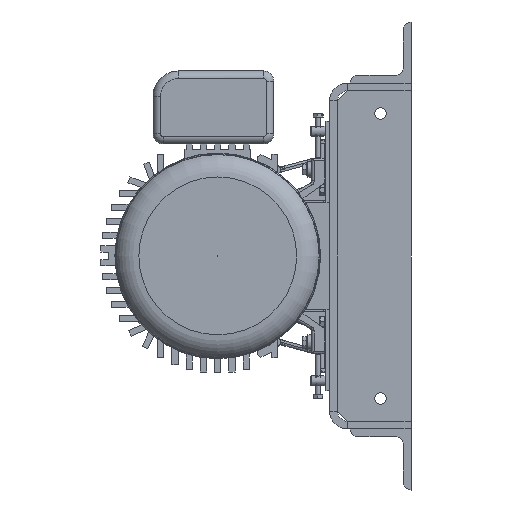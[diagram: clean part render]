
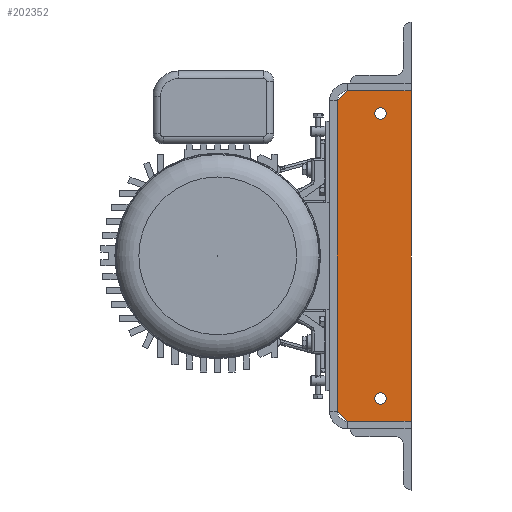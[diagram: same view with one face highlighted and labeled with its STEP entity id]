
A CAD part, left-side view. The second image highlights one B-rep face of the part: STEP entity #202352.
In plain terms, the highlighted planar face has unit normal (-1, 0, 0).
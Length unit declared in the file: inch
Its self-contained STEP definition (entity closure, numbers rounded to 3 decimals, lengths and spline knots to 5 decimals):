
#2288 = VERTEX_POINT ( 'NONE', #213689 ) ;
#8294 = CARTESIAN_POINT ( 'NONE',  ( 0., 0., -16.62 ) ) ;
#12120 = VECTOR ( 'NONE', #98330, 39.37008 ) ;
#14043 = DIRECTION ( 'NONE',  ( 0., 1., 0. ) ) ;
#18393 = CARTESIAN_POINT ( 'NONE',  ( 0., 3.62, -0.88 ) ) ;
#21392 = CARTESIAN_POINT ( 'NONE',  ( 0., 1.5, -1.78125 ) ) ;
#21447 = DIRECTION ( 'NONE',  ( 0., 0.707, -0.707 ) ) ;
#32505 = FACE_OUTER_BOUND ( 'NONE', #228418, .T. ) ;
#39998 = LINE ( 'NONE', #212916, #148551 ) ;
#42042 = DIRECTION ( 'NONE',  ( 1., 0., 0. ) ) ;
#43363 = EDGE_CURVE ( 'NONE', #2288, #115742, #252548, .T. ) ;
#44137 = CARTESIAN_POINT ( 'NONE',  ( 0., 0., -16.62 ) ) ;
#46325 = CARTESIAN_POINT ( 'NONE',  ( 0., 3.62, -16.12 ) ) ;
#48223 = CARTESIAN_POINT ( 'NONE',  ( 0., 3.62, -16.12 ) ) ;
#55745 = ORIENTED_EDGE ( 'NONE', *, *, #249026, .T. ) ;
#56911 = VECTOR ( 'NONE', #250560, 39.37008 ) ;
#63478 = ORIENTED_EDGE ( 'NONE', *, *, #214552, .T. ) ;
#64668 = DIRECTION ( 'NONE',  ( 0., 0., -1. ) ) ;
#66423 = EDGE_CURVE ( 'NONE', #77373, #77373, #79436, .T. ) ;
#68709 = AXIS2_PLACEMENT_3D ( 'NONE', #229472, #107127, #249841 ) ;
#77373 = VERTEX_POINT ( 'NONE', #21392 ) ;
#79436 = CIRCLE ( 'NONE', #68709, 0.28125 ) ;
#80380 = FACE_BOUND ( 'NONE', #161138, .T. ) ;
#82045 = EDGE_CURVE ( 'NONE', #115742, #211367, #245676, .T. ) ;
#84241 = PLANE ( 'NONE',  #120418 ) ;
#98330 = DIRECTION ( 'NONE',  ( 0., -0.707, -0.707 ) ) ;
#107127 = DIRECTION ( 'NONE',  ( 1., 0., 0. ) ) ;
#110881 = CARTESIAN_POINT ( 'NONE',  ( 0., 1.5, -15.78125 ) ) ;
#110972 = CARTESIAN_POINT ( 'NONE',  ( 0., 3.12, -0.38 ) ) ;
#111054 = LINE ( 'NONE', #46325, #56911 ) ;
#115742 = VERTEX_POINT ( 'NONE', #110972 ) ;
#115948 = AXIS2_PLACEMENT_3D ( 'NONE', #164277, #42042, #184814 ) ;
#120418 = AXIS2_PLACEMENT_3D ( 'NONE', #44137, #186917, #64668 ) ;
#130757 = VECTOR ( 'NONE', #21447, 39.37008 ) ;
#133309 = ORIENTED_EDGE ( 'NONE', *, *, #82045, .T. ) ;
#136199 = CARTESIAN_POINT ( 'NONE',  ( 0., 3.12, -0.38 ) ) ;
#143841 = EDGE_CURVE ( 'NONE', #217033, #2288, #160191, .T. ) ;
#148551 = VECTOR ( 'NONE', #171894, 39.37008 ) ;
#160191 = LINE ( 'NONE', #242069, #201726 ) ;
#161138 = EDGE_LOOP ( 'NONE', ( #224888 ) ) ;
#163473 = CARTESIAN_POINT ( 'NONE',  ( 0., 3.12, -16.62 ) ) ;
#164277 = CARTESIAN_POINT ( 'NONE',  ( 0., 1.5, -15.5 ) ) ;
#166193 = ORIENTED_EDGE ( 'NONE', *, *, #43363, .T. ) ;
#168524 = LINE ( 'NONE', #163473, #12120 ) ;
#168848 = ORIENTED_EDGE ( 'NONE', *, *, #206459, .T. ) ;
#171894 = DIRECTION ( 'NONE',  ( 0., -1., 0. ) ) ;
#175305 = CIRCLE ( 'NONE', #115948, 0.28125 ) ;
#182158 = VERTEX_POINT ( 'NONE', #48223 ) ;
#184075 = EDGE_CURVE ( 'NONE', #226214, #226214, #175305, .T. ) ;
#184735 = EDGE_LOOP ( 'NONE', ( #221353 ) ) ;
#184814 = DIRECTION ( 'NONE',  ( 0., 0., -1. ) ) ;
#186917 = DIRECTION ( 'NONE',  ( 1., 0., 0. ) ) ;
#201726 = VECTOR ( 'NONE', #262477, 39.37008 ) ;
#201862 = ORIENTED_EDGE ( 'NONE', *, *, #143841, .T. ) ;
#202352 = ADVANCED_FACE ( 'NONE', ( #80380, #243161, #32505 ), #84241, .F. ) ;
#206459 = EDGE_CURVE ( 'NONE', #255440, #217033, #39998, .T. ) ;
#207833 = CARTESIAN_POINT ( 'NONE',  ( 0., 3.12, -16.62 ) ) ;
#211367 = VERTEX_POINT ( 'NONE', #18393 ) ;
#212916 = CARTESIAN_POINT ( 'NONE',  ( 0., 0., -16.62 ) ) ;
#213689 = CARTESIAN_POINT ( 'NONE',  ( 0., 0., -0.38 ) ) ;
#214552 = EDGE_CURVE ( 'NONE', #211367, #182158, #111054, .T. ) ;
#217033 = VERTEX_POINT ( 'NONE', #8294 ) ;
#221353 = ORIENTED_EDGE ( 'NONE', *, *, #184075, .T. ) ;
#224888 = ORIENTED_EDGE ( 'NONE', *, *, #66423, .T. ) ;
#224889 = CARTESIAN_POINT ( 'NONE',  ( 0., 3.62, -0.88 ) ) ;
#226214 = VERTEX_POINT ( 'NONE', #110881 ) ;
#228418 = EDGE_LOOP ( 'NONE', ( #201862, #166193, #133309, #63478, #55745, #168848 ) ) ;
#229472 = CARTESIAN_POINT ( 'NONE',  ( 0., 1.5, -1.5 ) ) ;
#242069 = CARTESIAN_POINT ( 'NONE',  ( 0., 0., -0.38 ) ) ;
#243161 = FACE_BOUND ( 'NONE', #184735, .T. ) ;
#245676 = LINE ( 'NONE', #224889, #130757 ) ;
#249026 = EDGE_CURVE ( 'NONE', #182158, #255440, #168524, .T. ) ;
#249841 = DIRECTION ( 'NONE',  ( 0., 0., -1. ) ) ;
#250560 = DIRECTION ( 'NONE',  ( 0., 0., -1. ) ) ;
#252548 = LINE ( 'NONE', #136199, #254772 ) ;
#254772 = VECTOR ( 'NONE', #14043, 39.37008 ) ;
#255440 = VERTEX_POINT ( 'NONE', #207833 ) ;
#262477 = DIRECTION ( 'NONE',  ( 0., 0., 1. ) ) ;
